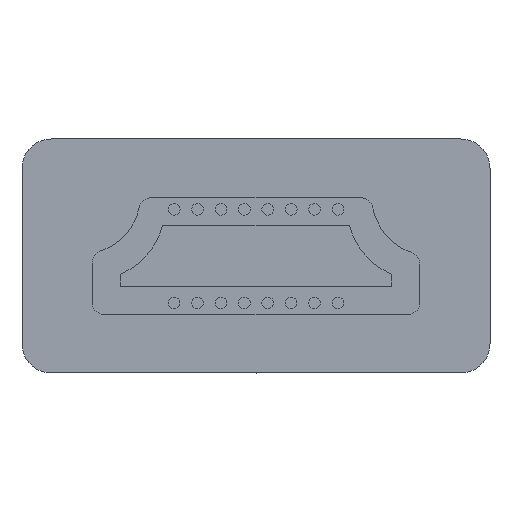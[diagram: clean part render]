
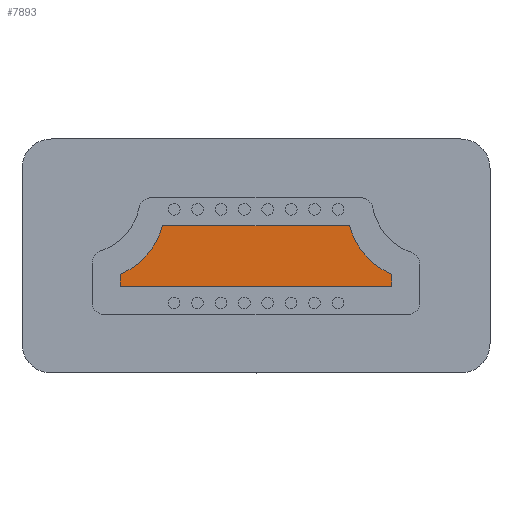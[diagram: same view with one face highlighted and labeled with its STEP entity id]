
A CAD part, front view. The second image highlights one B-rep face of the part: STEP entity #7893.
In plain terms, the highlighted planar face has unit normal (0, -1, 0).
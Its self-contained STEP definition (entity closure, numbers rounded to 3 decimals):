
#2727 = PLANE('',#2728);
#2728 = AXIS2_PLACEMENT_3D('',#2729,#2730,#2731);
#2729 = CARTESIAN_POINT('',(-3.99,0.,
    1.303));
#2730 = DIRECTION('',(0.,0.,-1.));
#2731 = DIRECTION('',(1.,0.,0.));
#2760 = CYLINDRICAL_SURFACE('',#2761,3.147);
#2761 = AXIS2_PLACEMENT_3D('',#2762,#2763,#2764);
#2762 = CARTESIAN_POINT('',(7.031,0.,
    2.112));
#2763 = DIRECTION('',(0.,-1.,0.));
#2764 = DIRECTION('',(1.,0.,0.));
#2788 = PLANE('',#2789);
#2789 = AXIS2_PLACEMENT_3D('',#2790,#2791,#2792);
#2790 = CARTESIAN_POINT('',(5.806,0.,-0.787
    ));
#2791 = DIRECTION('',(-1.,0.,0.));
#2792 = DIRECTION('',(0.,0.,-1.));
#2816 = PLANE('',#2817);
#2817 = AXIS2_PLACEMENT_3D('',#2818,#2819,#2820);
#2818 = CARTESIAN_POINT('',(5.806,0.,-1.298));
#2819 = DIRECTION('',(0.,0.,1.));
#2820 = DIRECTION('',(-1.,0.,0.));
#2844 = PLANE('',#2845);
#2845 = AXIS2_PLACEMENT_3D('',#2846,#2847,#2848);
#2846 = CARTESIAN_POINT('',(-5.806,0.,-1.298));
#2847 = DIRECTION('',(1.,0.,0.));
#2848 = DIRECTION('',(0.,0.,1.));
#2875 = CYLINDRICAL_SURFACE('',#2876,3.147);
#2876 = AXIS2_PLACEMENT_3D('',#2877,#2878,#2879);
#2877 = CARTESIAN_POINT('',(-7.031,0.,
    2.112));
#2878 = DIRECTION('',(0.,-1.,0.));
#2879 = DIRECTION('',(1.,0.,0.));
#4659 = VERTEX_POINT('',#4660);
#4660 = CARTESIAN_POINT('',(-3.99,10.,1.303));
#4681 = EDGE_CURVE('',#4659,#4682,#4684,.T.);
#4682 = VERTEX_POINT('',#4683);
#4683 = CARTESIAN_POINT('',(3.99,10.,1.303));
#4684 = SURFACE_CURVE('',#4685,(#4689,#4696),.PCURVE_S1.);
#4685 = LINE('',#4686,#4687);
#4686 = CARTESIAN_POINT('',(-3.99,10.,1.303));
#4687 = VECTOR('',#4688,1.);
#4688 = DIRECTION('',(1.,0.,0.));
#4689 = PCURVE('',#2727,#4690);
#4690 = DEFINITIONAL_REPRESENTATION('',(#4691),#4695);
#4691 = LINE('',#4692,#4693);
#4692 = CARTESIAN_POINT('',(0.,-10.));
#4693 = VECTOR('',#4694,1.);
#4694 = DIRECTION('',(1.,0.));
#4695 = ( GEOMETRIC_REPRESENTATION_CONTEXT(2) 
PARAMETRIC_REPRESENTATION_CONTEXT() REPRESENTATION_CONTEXT('2D SPACE',''
  ) );
#4696 = PCURVE('',#4697,#4702);
#4697 = PLANE('',#4698);
#4698 = AXIS2_PLACEMENT_3D('',#4699,#4700,#4701);
#4699 = CARTESIAN_POINT('',(0.,10.,0.));
#4700 = DIRECTION('',(0.,1.,0.));
#4701 = DIRECTION('',(0.,0.,1.));
#4702 = DEFINITIONAL_REPRESENTATION('',(#4703),#4707);
#4703 = LINE('',#4704,#4705);
#4704 = CARTESIAN_POINT('',(1.303,-3.99));
#4705 = VECTOR('',#4706,1.);
#4706 = DIRECTION('',(0.,1.));
#4707 = ( GEOMETRIC_REPRESENTATION_CONTEXT(2) 
PARAMETRIC_REPRESENTATION_CONTEXT() REPRESENTATION_CONTEXT('2D SPACE',''
  ) );
#4735 = EDGE_CURVE('',#4682,#4736,#4738,.T.);
#4736 = VERTEX_POINT('',#4737);
#4737 = CARTESIAN_POINT('',(5.806,10.,-0.787));
#4738 = SURFACE_CURVE('',#4739,(#4744,#4751),.PCURVE_S1.);
#4739 = CIRCLE('',#4740,3.147);
#4740 = AXIS2_PLACEMENT_3D('',#4741,#4742,#4743);
#4741 = CARTESIAN_POINT('',(7.031,10.,2.112));
#4742 = DIRECTION('',(0.,-1.,0.));
#4743 = DIRECTION('',(1.,0.,0.));
#4744 = PCURVE('',#2760,#4745);
#4745 = DEFINITIONAL_REPRESENTATION('',(#4746),#4750);
#4746 = LINE('',#4747,#4748);
#4747 = CARTESIAN_POINT('',(0.,-10.));
#4748 = VECTOR('',#4749,1.);
#4749 = DIRECTION('',(1.,0.));
#4750 = ( GEOMETRIC_REPRESENTATION_CONTEXT(2) 
PARAMETRIC_REPRESENTATION_CONTEXT() REPRESENTATION_CONTEXT('2D SPACE',''
  ) );
#4751 = PCURVE('',#4697,#4752);
#4752 = DEFINITIONAL_REPRESENTATION('',(#4753),#4761);
#4753 = ( BOUNDED_CURVE() B_SPLINE_CURVE(2,(#4754,#4755,#4756,#4757,
#4758,#4759,#4760),.UNSPECIFIED.,.T.,.F.) B_SPLINE_CURVE_WITH_KNOTS((1,2
    ,2,2,2,1),(-2.094,0.,2.094,4.189,
6.283,8.378),.UNSPECIFIED.) CURVE() 
GEOMETRIC_REPRESENTATION_ITEM() RATIONAL_B_SPLINE_CURVE((1.,0.5,1.,0.5,
1.,0.5,1.)) REPRESENTATION_ITEM('') );
#4754 = CARTESIAN_POINT('',(2.112,10.178));
#4755 = CARTESIAN_POINT('',(7.562,10.178));
#4756 = CARTESIAN_POINT('',(4.837,5.458));
#4757 = CARTESIAN_POINT('',(2.112,0.738));
#4758 = CARTESIAN_POINT('',(-0.614,5.458));
#4759 = CARTESIAN_POINT('',(-3.339,10.178));
#4760 = CARTESIAN_POINT('',(2.112,10.178));
#4761 = ( GEOMETRIC_REPRESENTATION_CONTEXT(2) 
PARAMETRIC_REPRESENTATION_CONTEXT() REPRESENTATION_CONTEXT('2D SPACE',''
  ) );
#4789 = EDGE_CURVE('',#4736,#4790,#4792,.T.);
#4790 = VERTEX_POINT('',#4791);
#4791 = CARTESIAN_POINT('',(5.806,10.,-1.298));
#4792 = SURFACE_CURVE('',#4793,(#4797,#4804),.PCURVE_S1.);
#4793 = LINE('',#4794,#4795);
#4794 = CARTESIAN_POINT('',(5.806,10.,-0.787));
#4795 = VECTOR('',#4796,1.);
#4796 = DIRECTION('',(0.,0.,-1.));
#4797 = PCURVE('',#2788,#4798);
#4798 = DEFINITIONAL_REPRESENTATION('',(#4799),#4803);
#4799 = LINE('',#4800,#4801);
#4800 = CARTESIAN_POINT('',(0.,-10.));
#4801 = VECTOR('',#4802,1.);
#4802 = DIRECTION('',(1.,0.));
#4803 = ( GEOMETRIC_REPRESENTATION_CONTEXT(2) 
PARAMETRIC_REPRESENTATION_CONTEXT() REPRESENTATION_CONTEXT('2D SPACE',''
  ) );
#4804 = PCURVE('',#4697,#4805);
#4805 = DEFINITIONAL_REPRESENTATION('',(#4806),#4810);
#4806 = LINE('',#4807,#4808);
#4807 = CARTESIAN_POINT('',(-0.787,5.806));
#4808 = VECTOR('',#4809,1.);
#4809 = DIRECTION('',(-1.,0.));
#4810 = ( GEOMETRIC_REPRESENTATION_CONTEXT(2) 
PARAMETRIC_REPRESENTATION_CONTEXT() REPRESENTATION_CONTEXT('2D SPACE',''
  ) );
#4838 = EDGE_CURVE('',#4790,#4839,#4841,.T.);
#4839 = VERTEX_POINT('',#4840);
#4840 = CARTESIAN_POINT('',(-5.806,10.,-1.298));
#4841 = SURFACE_CURVE('',#4842,(#4846,#4853),.PCURVE_S1.);
#4842 = LINE('',#4843,#4844);
#4843 = CARTESIAN_POINT('',(5.806,10.,-1.298));
#4844 = VECTOR('',#4845,1.);
#4845 = DIRECTION('',(-1.,0.,0.));
#4846 = PCURVE('',#2816,#4847);
#4847 = DEFINITIONAL_REPRESENTATION('',(#4848),#4852);
#4848 = LINE('',#4849,#4850);
#4849 = CARTESIAN_POINT('',(0.,-10.));
#4850 = VECTOR('',#4851,1.);
#4851 = DIRECTION('',(1.,0.));
#4852 = ( GEOMETRIC_REPRESENTATION_CONTEXT(2) 
PARAMETRIC_REPRESENTATION_CONTEXT() REPRESENTATION_CONTEXT('2D SPACE',''
  ) );
#4853 = PCURVE('',#4697,#4854);
#4854 = DEFINITIONAL_REPRESENTATION('',(#4855),#4859);
#4855 = LINE('',#4856,#4857);
#4856 = CARTESIAN_POINT('',(-1.298,5.806));
#4857 = VECTOR('',#4858,1.);
#4858 = DIRECTION('',(0.,-1.));
#4859 = ( GEOMETRIC_REPRESENTATION_CONTEXT(2) 
PARAMETRIC_REPRESENTATION_CONTEXT() REPRESENTATION_CONTEXT('2D SPACE',''
  ) );
#4887 = EDGE_CURVE('',#4839,#4888,#4890,.T.);
#4888 = VERTEX_POINT('',#4889);
#4889 = CARTESIAN_POINT('',(-5.806,10.,-0.787));
#4890 = SURFACE_CURVE('',#4891,(#4895,#4902),.PCURVE_S1.);
#4891 = LINE('',#4892,#4893);
#4892 = CARTESIAN_POINT('',(-5.806,10.,-1.298));
#4893 = VECTOR('',#4894,1.);
#4894 = DIRECTION('',(0.,0.,1.));
#4895 = PCURVE('',#2844,#4896);
#4896 = DEFINITIONAL_REPRESENTATION('',(#4897),#4901);
#4897 = LINE('',#4898,#4899);
#4898 = CARTESIAN_POINT('',(0.,-10.));
#4899 = VECTOR('',#4900,1.);
#4900 = DIRECTION('',(1.,0.));
#4901 = ( GEOMETRIC_REPRESENTATION_CONTEXT(2) 
PARAMETRIC_REPRESENTATION_CONTEXT() REPRESENTATION_CONTEXT('2D SPACE',''
  ) );
#4902 = PCURVE('',#4697,#4903);
#4903 = DEFINITIONAL_REPRESENTATION('',(#4904),#4908);
#4904 = LINE('',#4905,#4906);
#4905 = CARTESIAN_POINT('',(-1.298,-5.806));
#4906 = VECTOR('',#4907,1.);
#4907 = DIRECTION('',(1.,0.));
#4908 = ( GEOMETRIC_REPRESENTATION_CONTEXT(2) 
PARAMETRIC_REPRESENTATION_CONTEXT() REPRESENTATION_CONTEXT('2D SPACE',''
  ) );
#4936 = EDGE_CURVE('',#4888,#4659,#4937,.T.);
#4937 = SURFACE_CURVE('',#4938,(#4943,#4950),.PCURVE_S1.);
#4938 = CIRCLE('',#4939,3.147);
#4939 = AXIS2_PLACEMENT_3D('',#4940,#4941,#4942);
#4940 = CARTESIAN_POINT('',(-7.031,10.,2.112));
#4941 = DIRECTION('',(0.,-1.,0.));
#4942 = DIRECTION('',(1.,0.,0.));
#4943 = PCURVE('',#2875,#4944);
#4944 = DEFINITIONAL_REPRESENTATION('',(#4945),#4949);
#4945 = LINE('',#4946,#4947);
#4946 = CARTESIAN_POINT('',(0.,-10.));
#4947 = VECTOR('',#4948,1.);
#4948 = DIRECTION('',(1.,0.));
#4949 = ( GEOMETRIC_REPRESENTATION_CONTEXT(2) 
PARAMETRIC_REPRESENTATION_CONTEXT() REPRESENTATION_CONTEXT('2D SPACE',''
  ) );
#4950 = PCURVE('',#4697,#4951);
#4951 = DEFINITIONAL_REPRESENTATION('',(#4952),#4960);
#4952 = ( BOUNDED_CURVE() B_SPLINE_CURVE(2,(#4953,#4954,#4955,#4956,
#4957,#4958,#4959),.UNSPECIFIED.,.T.,.F.) B_SPLINE_CURVE_WITH_KNOTS((1,2
    ,2,2,2,1),(-2.094,0.,2.094,4.189,
6.283,8.378),.UNSPECIFIED.) CURVE() 
GEOMETRIC_REPRESENTATION_ITEM() RATIONAL_B_SPLINE_CURVE((1.,0.5,1.,0.5,
1.,0.5,1.)) REPRESENTATION_ITEM('') );
#4953 = CARTESIAN_POINT('',(2.112,-3.885));
#4954 = CARTESIAN_POINT('',(7.562,-3.885));
#4955 = CARTESIAN_POINT('',(4.837,-8.605));
#4956 = CARTESIAN_POINT('',(2.112,-13.325));
#4957 = CARTESIAN_POINT('',(-0.614,-8.605));
#4958 = CARTESIAN_POINT('',(-3.339,-3.885));
#4959 = CARTESIAN_POINT('',(2.112,-3.885));
#4960 = ( GEOMETRIC_REPRESENTATION_CONTEXT(2) 
PARAMETRIC_REPRESENTATION_CONTEXT() REPRESENTATION_CONTEXT('2D SPACE',''
  ) );
#7893 = ADVANCED_FACE('',(#7894),#4697,.F.);
#7894 = FACE_BOUND('',#7895,.F.);
#7895 = EDGE_LOOP('',(#7896,#7897,#7898,#7899,#7900,#7901));
#7896 = ORIENTED_EDGE('',*,*,#4936,.T.);
#7897 = ORIENTED_EDGE('',*,*,#4681,.T.);
#7898 = ORIENTED_EDGE('',*,*,#4735,.T.);
#7899 = ORIENTED_EDGE('',*,*,#4789,.T.);
#7900 = ORIENTED_EDGE('',*,*,#4838,.T.);
#7901 = ORIENTED_EDGE('',*,*,#4887,.T.);
